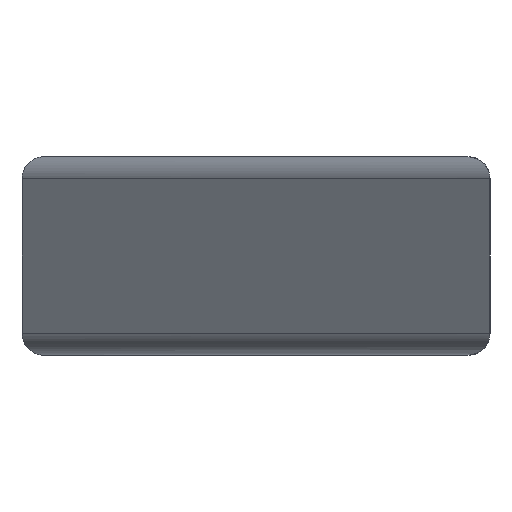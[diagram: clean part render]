
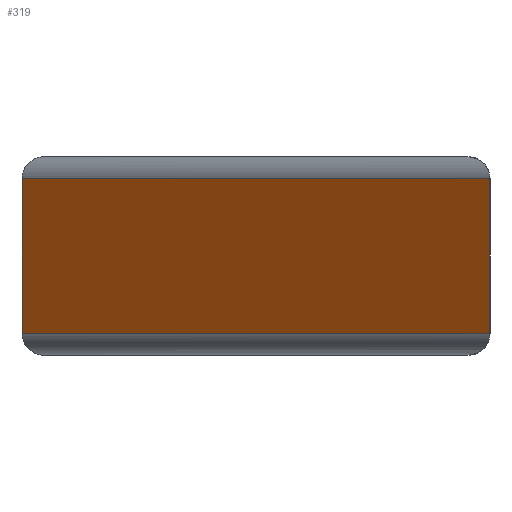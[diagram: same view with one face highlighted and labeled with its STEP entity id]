
A CAD part, left-side view. The second image highlights one B-rep face of the part: STEP entity #319.
In plain terms, the highlighted planar face has unit normal (-0.714, 0.7, 0).
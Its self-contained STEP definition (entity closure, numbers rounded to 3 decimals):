
#12 = DIRECTION ( 'NONE',  ( 0., 0., -1. ) ) ;
#16 = LINE ( 'NONE', #285, #237 ) ;
#22 = EDGE_LOOP ( 'NONE', ( #500, #40, #151, #208 ) ) ;
#40 = ORIENTED_EDGE ( 'NONE', *, *, #402, .T. ) ;
#49 = EDGE_CURVE ( 'NONE', #352, #219, #16, .T. ) ;
#70 = VECTOR ( 'NONE', #12, 1000. ) ;
#82 = DIRECTION ( 'NONE',  ( 0., 0., -1. ) ) ;
#85 = FACE_OUTER_BOUND ( 'NONE', #22, .T. ) ;
#90 = VERTEX_POINT ( 'NONE', #261 ) ;
#92 = CARTESIAN_POINT ( 'NONE',  ( -14.5, -5.3, 4. ) ) ;
#151 = ORIENTED_EDGE ( 'NONE', *, *, #377, .F. ) ;
#152 = DIRECTION ( 'NONE',  ( -0.7, -0.714, 0. ) ) ;
#195 = CARTESIAN_POINT ( 'NONE',  ( -4.1, 5.3, 4. ) ) ;
#206 = DIRECTION ( 'NONE',  ( 0.7, 0.714, 0. ) ) ;
#208 = ORIENTED_EDGE ( 'NONE', *, *, #49, .T. ) ;
#219 = VERTEX_POINT ( 'NONE', #195 ) ;
#224 = EDGE_CURVE ( 'NONE', #219, #90, #242, .T. ) ;
#235 = AXIS2_PLACEMENT_3D ( 'NONE', #479, #244, #206 ) ;
#237 = VECTOR ( 'NONE', #323, 1000. ) ;
#242 = LINE ( 'NONE', #273, #376 ) ;
#244 = DIRECTION ( 'NONE',  ( 0.714, -0.7, 0. ) ) ;
#247 = CARTESIAN_POINT ( 'NONE',  ( -14.5, -5.3, 0.5 ) ) ;
#261 = CARTESIAN_POINT ( 'NONE',  ( -4.1, 5.3, 0.5 ) ) ;
#273 = CARTESIAN_POINT ( 'NONE',  ( -4.1, 5.3, 4.5 ) ) ;
#285 = CARTESIAN_POINT ( 'NONE',  ( -14.5, -5.3, 4. ) ) ;
#319 = ADVANCED_FACE ( 'NONE', ( #85 ), #480, .F. ) ;
#323 = DIRECTION ( 'NONE',  ( 0.7, 0.714, 0. ) ) ;
#330 = LINE ( 'NONE', #484, #70 ) ;
#339 = VECTOR ( 'NONE', #152, 1000. ) ;
#352 = VERTEX_POINT ( 'NONE', #92 ) ;
#372 = VERTEX_POINT ( 'NONE', #247 ) ;
#376 = VECTOR ( 'NONE', #82, 1000. ) ;
#377 = EDGE_CURVE ( 'NONE', #352, #372, #330, .T. ) ;
#402 = EDGE_CURVE ( 'NONE', #90, #372, #460, .T. ) ;
#460 = LINE ( 'NONE', #492, #339 ) ;
#479 = CARTESIAN_POINT ( 'NONE',  ( -14.5, -5.3, 4.5 ) ) ;
#480 = PLANE ( 'NONE',  #235 ) ;
#484 = CARTESIAN_POINT ( 'NONE',  ( -14.5, -5.3, 4.5 ) ) ;
#492 = CARTESIAN_POINT ( 'NONE',  ( -14.5, -5.3, 0.5 ) ) ;
#500 = ORIENTED_EDGE ( 'NONE', *, *, #224, .T. ) ;
